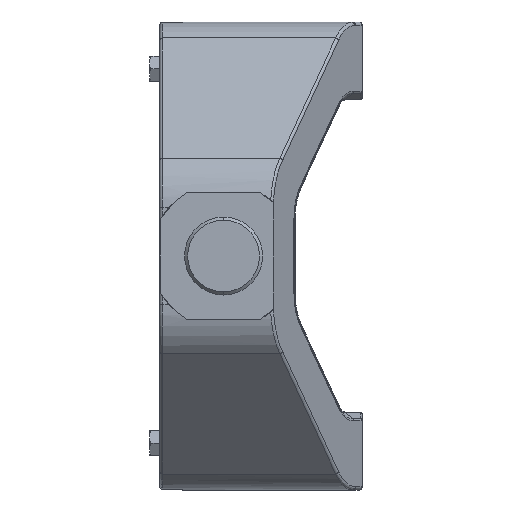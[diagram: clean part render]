
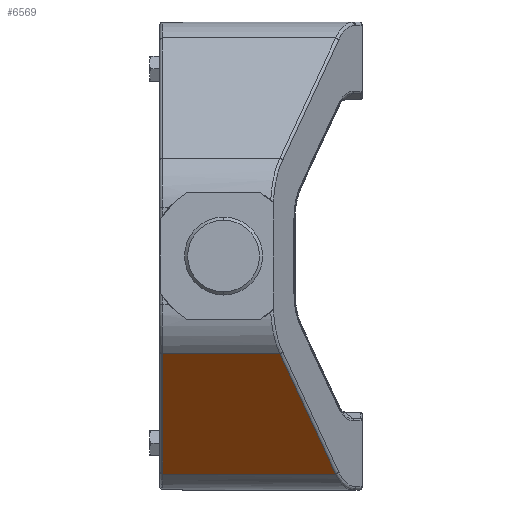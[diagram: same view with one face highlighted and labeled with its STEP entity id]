
A CAD part, left-side view. The second image highlights one B-rep face of the part: STEP entity #6569.
In plain terms, the highlighted planar face has unit normal (-0.707, 0, -0.707).
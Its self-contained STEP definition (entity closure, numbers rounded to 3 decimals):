
#733 = DIRECTION ( 'NONE',  ( 0.707, 0., 0.707 ) ) ;
#765 = CARTESIAN_POINT ( 'NONE',  ( -65.847, 130., -139.749 ) ) ;
#1036 = VECTOR ( 'NONE', #1156, 1000. ) ;
#1156 = DIRECTION ( 'NONE',  ( -0.672, 0.313, 0.672 ) ) ;
#1169 = CARTESIAN_POINT ( 'NONE',  ( -142.82, 130., -62.776 ) ) ;
#1702 = DIRECTION ( 'NONE',  ( 0., -1., 0. ) ) ;
#2129 = DIRECTION ( 'NONE',  ( 0., -1., 0. ) ) ;
#2552 = LINE ( 'NONE', #765, #10241 ) ;
#2713 = LINE ( 'NONE', #1169, #7561 ) ;
#2871 = CARTESIAN_POINT ( 'NONE',  ( -142.82, 128., -62.776 ) ) ;
#3159 = CARTESIAN_POINT ( 'NONE',  ( -142.82, 52.99, -62.776 ) ) ;
#3645 = ORIENTED_EDGE ( 'NONE', *, *, #12004, .T. ) ;
#4571 = AXIS2_PLACEMENT_3D ( 'NONE', #4595, #733, #7514 ) ;
#4595 = CARTESIAN_POINT ( 'NONE',  ( -142.82, 130., -62.776 ) ) ;
#5708 = EDGE_CURVE ( 'NONE', #10861, #5944, #7556, .T. ) ;
#5814 = DIRECTION ( 'NONE',  ( 0.707, 0., -0.707 ) ) ;
#5944 = VERTEX_POINT ( 'NONE', #11166 ) ;
#6485 = LINE ( 'NONE', #6952, #1036 ) ;
#6569 = ADVANCED_FACE ( 'NONE', ( #9568 ), #12295, .F. ) ;
#6952 = CARTESIAN_POINT ( 'NONE',  ( -159.014, 60.542, -46.581 ) ) ;
#7514 = DIRECTION ( 'NONE',  ( 0.707, 0., -0.707 ) ) ;
#7556 = LINE ( 'NONE', #2871, #12357 ) ;
#7561 = VECTOR ( 'NONE', #2129, 1000. ) ;
#7585 = EDGE_LOOP ( 'NONE', ( #3645, #12351, #10143, #9879 ) ) ;
#8110 = CARTESIAN_POINT ( 'NONE',  ( -65.847, 17.097, -139.749 ) ) ;
#8312 = VERTEX_POINT ( 'NONE', #3159 ) ;
#8556 = CARTESIAN_POINT ( 'NONE',  ( -142.82, 128., -62.776 ) ) ;
#9081 = VERTEX_POINT ( 'NONE', #8110 ) ;
#9568 = FACE_OUTER_BOUND ( 'NONE', #7585, .T. ) ;
#9879 = ORIENTED_EDGE ( 'NONE', *, *, #5708, .T. ) ;
#10143 = ORIENTED_EDGE ( 'NONE', *, *, #11579, .F. ) ;
#10241 = VECTOR ( 'NONE', #1702, 1000. ) ;
#10861 = VERTEX_POINT ( 'NONE', #8556 ) ;
#11166 = CARTESIAN_POINT ( 'NONE',  ( -65.847, 128., -139.749 ) ) ;
#11579 = EDGE_CURVE ( 'NONE', #10861, #8312, #2713, .T. ) ;
#12004 = EDGE_CURVE ( 'NONE', #5944, #9081, #2552, .T. ) ;
#12247 = EDGE_CURVE ( 'NONE', #9081, #8312, #6485, .T. ) ;
#12295 = PLANE ( 'NONE',  #4571 ) ;
#12351 = ORIENTED_EDGE ( 'NONE', *, *, #12247, .T. ) ;
#12357 = VECTOR ( 'NONE', #5814, 1000. ) ;
